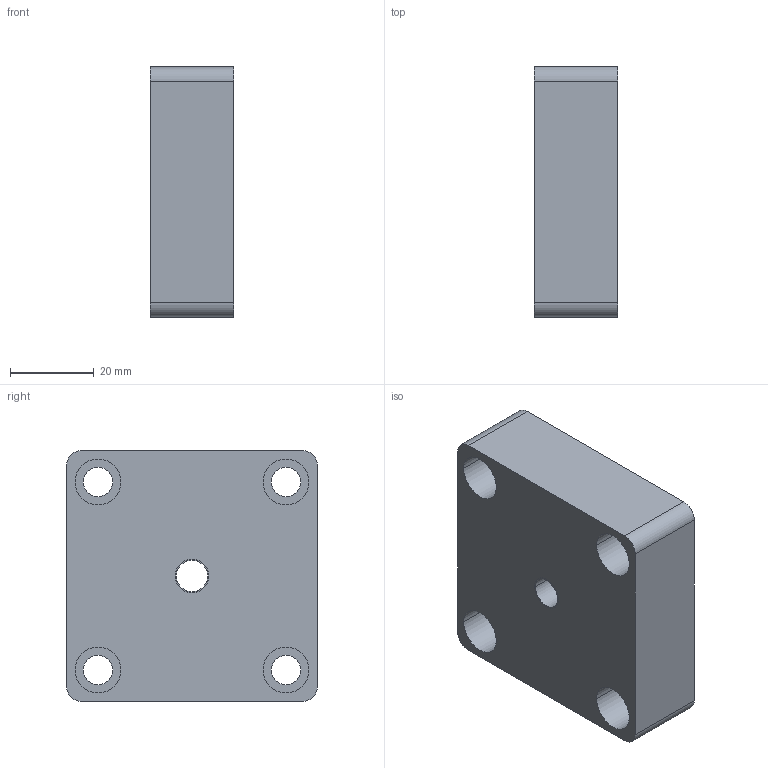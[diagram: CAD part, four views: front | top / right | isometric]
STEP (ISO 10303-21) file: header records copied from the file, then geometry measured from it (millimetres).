
FILE_DESCRIPTION((''),'2;1');
FILE_NAME('JS36DS-0753','2021-01-06T15:57:02',('sa'),('捷昌驱动'),'CREO PARAMETRIC BY PTC INC, 2018100','CREO PARAMETRIC BY PTC INC, 2018100','');
FILE_SCHEMA(('CONFIG_CONTROL_DESIGN'));
Length unit declared in the file: millimetre
Products named in the file (1): JS36DS-0753
Bounding box: 20 x 60 x 60 mm (x, y, z)
Volume: 35250.7 mm3; surface area: 23573.7 mm2
Topology: 1 solids, 2 shells, 106 faces, 288 edges, 196 vertices
Faces by surface type: cylinder 56, plane 50
Entity records: 3476 total; most frequent: DIRECTION 626, CARTESIAN_POINT 591, ORIENTED_EDGE 572, EDGE_CURVE 288, AXIS2_PLACEMENT_3D 231, VERTEX_POINT 196, VECTOR 164, LINE 164
